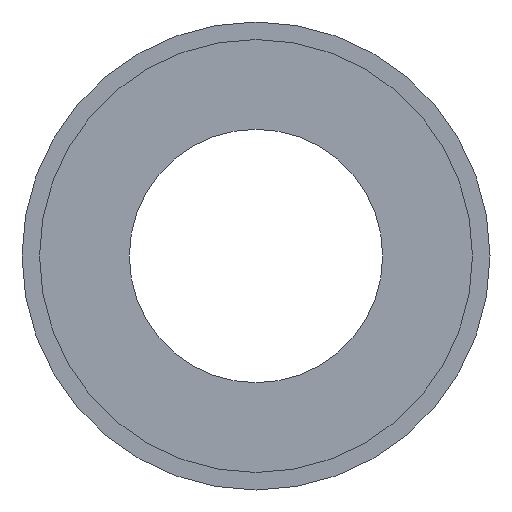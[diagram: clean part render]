
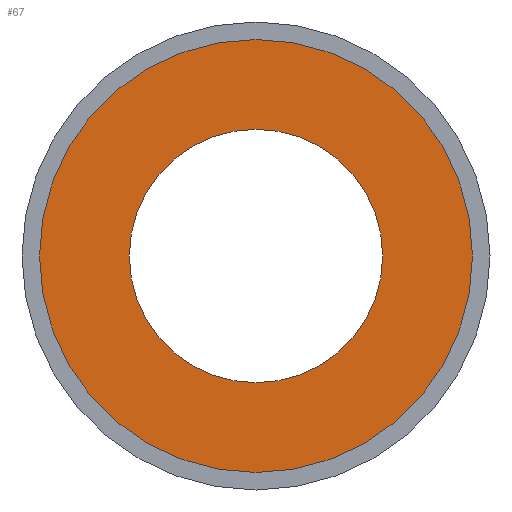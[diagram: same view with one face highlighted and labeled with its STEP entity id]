
A CAD part, front view. The second image highlights one B-rep face of the part: STEP entity #67.
In plain terms, the highlighted planar face has unit normal (0, -1, 0).
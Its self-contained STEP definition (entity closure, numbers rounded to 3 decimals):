
#2 = EDGE_LOOP ( 'NONE', ( #105, #11 ) ) ;
#7 = DIRECTION ( 'NONE',  ( 0., 1., 0. ) ) ;
#11 = ORIENTED_EDGE ( 'NONE', *, *, #127, .F. ) ;
#21 = CARTESIAN_POINT ( 'NONE',  ( 0., 5.5, 0. ) ) ;
#24 = FACE_OUTER_BOUND ( 'NONE', #2, .T. ) ;
#64 = AXIS2_PLACEMENT_3D ( 'NONE', #413, #235, #390 ) ;
#65 = DIRECTION ( 'NONE',  ( 0., 1., 0. ) ) ;
#67 = ADVANCED_FACE ( 'NONE', ( #24, #113 ), #229, .F. ) ;
#74 = CARTESIAN_POINT ( 'NONE',  ( 0., 5.5, -24.1 ) ) ;
#81 = DIRECTION ( 'NONE',  ( 0., 1., 0. ) ) ;
#86 = CARTESIAN_POINT ( 'NONE',  ( 0., 5.5, 0. ) ) ;
#96 = VERTEX_POINT ( 'NONE', #133 ) ;
#105 = ORIENTED_EDGE ( 'NONE', *, *, #359, .F. ) ;
#113 = FACE_BOUND ( 'NONE', #175, .T. ) ;
#127 = EDGE_CURVE ( 'NONE', #367, #283, #298, .T. ) ;
#132 = CIRCLE ( 'NONE', #401, 13.75 ) ;
#133 = CARTESIAN_POINT ( 'NONE',  ( 0., 5.5, 13.75 ) ) ;
#139 = AXIS2_PLACEMENT_3D ( 'NONE', #153, #379, #408 ) ;
#150 = DIRECTION ( 'NONE',  ( 0., 0., 1. ) ) ;
#153 = CARTESIAN_POINT ( 'NONE',  ( 0., 5.5, 0. ) ) ;
#173 = EDGE_CURVE ( 'NONE', #96, #232, #132, .T. ) ;
#175 = EDGE_LOOP ( 'NONE', ( #325, #236 ) ) ;
#189 = CIRCLE ( 'NONE', #350, 24.1 ) ;
#222 = CARTESIAN_POINT ( 'NONE',  ( 0., 5.5, 0. ) ) ;
#229 = PLANE ( 'NONE',  #64 ) ;
#232 = VERTEX_POINT ( 'NONE', #291 ) ;
#235 = DIRECTION ( 'NONE',  ( 0., 1., 0. ) ) ;
#236 = ORIENTED_EDGE ( 'NONE', *, *, #366, .T. ) ;
#244 = CIRCLE ( 'NONE', #139, 13.75 ) ;
#274 = DIRECTION ( 'NONE',  ( 0., 0., 1. ) ) ;
#283 = VERTEX_POINT ( 'NONE', #381 ) ;
#291 = CARTESIAN_POINT ( 'NONE',  ( 0., 5.5, -13.75 ) ) ;
#298 = CIRCLE ( 'NONE', #389, 24.1 ) ;
#325 = ORIENTED_EDGE ( 'NONE', *, *, #173, .T. ) ;
#350 = AXIS2_PLACEMENT_3D ( 'NONE', #222, #65, #150 ) ;
#352 = DIRECTION ( 'NONE',  ( 0., 0., 1. ) ) ;
#359 = EDGE_CURVE ( 'NONE', #283, #367, #189, .T. ) ;
#366 = EDGE_CURVE ( 'NONE', #232, #96, #244, .T. ) ;
#367 = VERTEX_POINT ( 'NONE', #74 ) ;
#379 = DIRECTION ( 'NONE',  ( 0., 1., 0. ) ) ;
#381 = CARTESIAN_POINT ( 'NONE',  ( 0., 5.5, 24.1 ) ) ;
#389 = AXIS2_PLACEMENT_3D ( 'NONE', #21, #7, #274 ) ;
#390 = DIRECTION ( 'NONE',  ( 0., 0., 1. ) ) ;
#401 = AXIS2_PLACEMENT_3D ( 'NONE', #86, #81, #352 ) ;
#408 = DIRECTION ( 'NONE',  ( 0., 0., 1. ) ) ;
#413 = CARTESIAN_POINT ( 'NONE',  ( 24.1, 5.5, 0. ) ) ;
